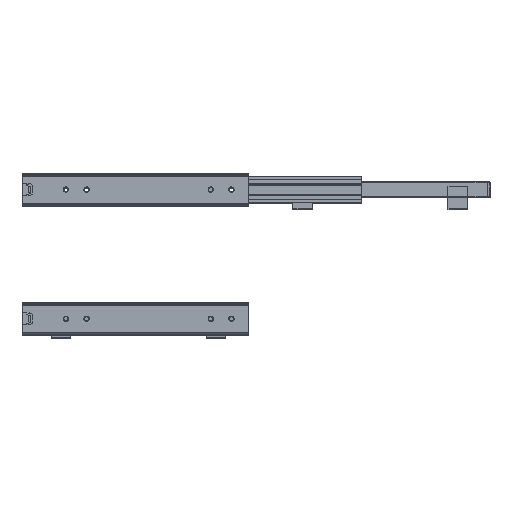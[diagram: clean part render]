
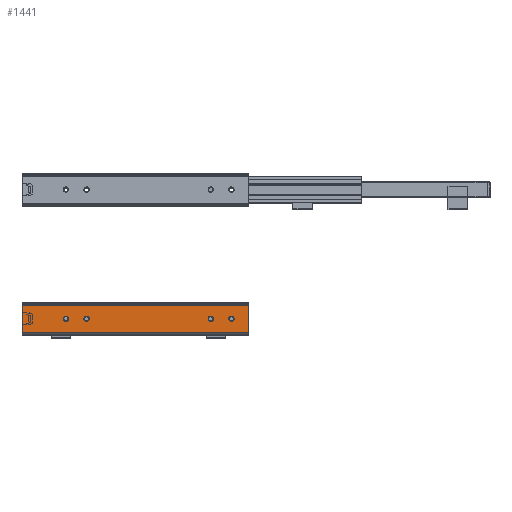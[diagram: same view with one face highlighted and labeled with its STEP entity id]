
A CAD part, top view. The second image highlights one B-rep face of the part: STEP entity #1441.
In plain terms, the highlighted face is planar.
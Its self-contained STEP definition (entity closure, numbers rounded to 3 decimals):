
#182=CARTESIAN_POINT('',(-3.3,-7.6,-68.));
#183=VERTEX_POINT('',#182);
#184=CARTESIAN_POINT('',(0.0,-7.6,-68.));
#185=DIRECTION('',(0.0,1.0,0.0));
#186=DIRECTION('',(1.0,0.0,0.0));
#187=AXIS2_PLACEMENT_3D('',#184,#185,#186);
#188=CIRCLE('',#187,3.3);
#189=EDGE_CURVE('',#183,#183,#188,.T.);
#272=CARTESIAN_POINT('',(-3.3,-7.6,-100.));
#273=VERTEX_POINT('',#272);
#274=CARTESIAN_POINT('',(0.0,-7.6,-100.));
#275=DIRECTION('',(0.0,1.0,0.0));
#276=DIRECTION('',(1.0,0.0,0.0));
#277=AXIS2_PLACEMENT_3D('',#274,#275,#276);
#278=CIRCLE('',#277,3.3);
#279=EDGE_CURVE('',#273,#273,#278,.T.);
#362=CARTESIAN_POINT('',(-3.3,-7.6,-292.0));
#363=VERTEX_POINT('',#362);
#364=CARTESIAN_POINT('',(0.0,-7.6,-292.0));
#365=DIRECTION('',(0.0,1.0,0.0));
#366=DIRECTION('',(1.0,0.0,0.0));
#367=AXIS2_PLACEMENT_3D('',#364,#365,#366);
#368=CIRCLE('',#367,3.3);
#369=EDGE_CURVE('',#363,#363,#368,.T.);
#452=CARTESIAN_POINT('',(-3.3,-7.6,-324.0));
#453=VERTEX_POINT('',#452);
#454=CARTESIAN_POINT('',(0.0,-7.6,-324.0));
#455=DIRECTION('',(0.0,1.0,0.0));
#456=DIRECTION('',(1.0,0.0,0.0));
#457=AXIS2_PLACEMENT_3D('',#454,#455,#456);
#458=CIRCLE('',#457,3.3);
#459=EDGE_CURVE('',#453,#453,#458,.T.);
#1373=CARTESIAN_POINT('',(-21.75,-7.6,-350.0));
#1374=VERTEX_POINT('',#1373);
#1381=CARTESIAN_POINT('',(-21.75,-7.6,0.0));
#1382=VERTEX_POINT('',#1381);
#1383=CARTESIAN_POINT('',(-21.75,-7.6,0.0));
#1384=DIRECTION('',(0.0,0.0,-1.0));
#1385=VECTOR('',#1384,350.0);
#1386=LINE('',#1383,#1385);
#1387=EDGE_CURVE('',#1382,#1374,#1386,.T.);
#1399=CARTESIAN_POINT('',(0.,-7.6,0.0));
#1400=DIRECTION('',(0.0,-1.0,0.0));
#1401=DIRECTION('',(0.0,0.0,-1.0));
#1402=AXIS2_PLACEMENT_3D('',#1399,#1400,#1401);
#1403=PLANE('',#1402);
#1404=CARTESIAN_POINT('',(21.75,-7.6,-350.0));
#1405=VERTEX_POINT('',#1404);
#1406=CARTESIAN_POINT('',(-21.75,-7.6,-350.0));
#1407=DIRECTION('',(1.0,0.0,0.0));
#1408=VECTOR('',#1407,43.5);
#1409=LINE('',#1406,#1408);
#1410=EDGE_CURVE('',#1374,#1405,#1409,.T.);
#1411=ORIENTED_EDGE('',*,*,#1410,.T.);
#1412=CARTESIAN_POINT('',(21.75,-7.6,0.0));
#1413=VERTEX_POINT('',#1412);
#1414=CARTESIAN_POINT('',(21.75,-7.6,0.0));
#1415=DIRECTION('',(0.0,0.0,-1.0));
#1416=VECTOR('',#1415,350.0);
#1417=LINE('',#1414,#1416);
#1418=EDGE_CURVE('',#1413,#1405,#1417,.T.);
#1419=ORIENTED_EDGE('',*,*,#1418,.F.);
#1420=CARTESIAN_POINT('',(-21.75,-7.6,0.0));
#1421=DIRECTION('',(1.0,0.0,0.0));
#1422=VECTOR('',#1421,43.5);
#1423=LINE('',#1420,#1422);
#1424=EDGE_CURVE('',#1382,#1413,#1423,.T.);
#1425=ORIENTED_EDGE('',*,*,#1424,.F.);
#1426=ORIENTED_EDGE('',*,*,#1387,.T.);
#1427=EDGE_LOOP('',(#1411,#1419,#1425,#1426));
#1428=FACE_OUTER_BOUND('',#1427,.T.);
#1429=ORIENTED_EDGE('',*,*,#189,.T.);
#1430=EDGE_LOOP('',(#1429));
#1431=FACE_BOUND('',#1430,.T.);
#1432=ORIENTED_EDGE('',*,*,#279,.T.);
#1433=EDGE_LOOP('',(#1432));
#1434=FACE_BOUND('',#1433,.T.);
#1435=ORIENTED_EDGE('',*,*,#369,.T.);
#1436=EDGE_LOOP('',(#1435));
#1437=FACE_BOUND('',#1436,.T.);
#1438=ORIENTED_EDGE('',*,*,#459,.T.);
#1439=EDGE_LOOP('',(#1438));
#1440=FACE_BOUND('',#1439,.T.);
#1441=ADVANCED_FACE('',(#1428,#1431,#1434,#1437,#1440),#1403,.T.);
